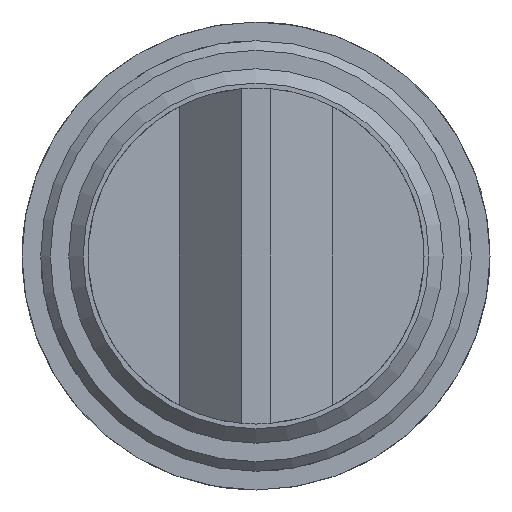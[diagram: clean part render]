
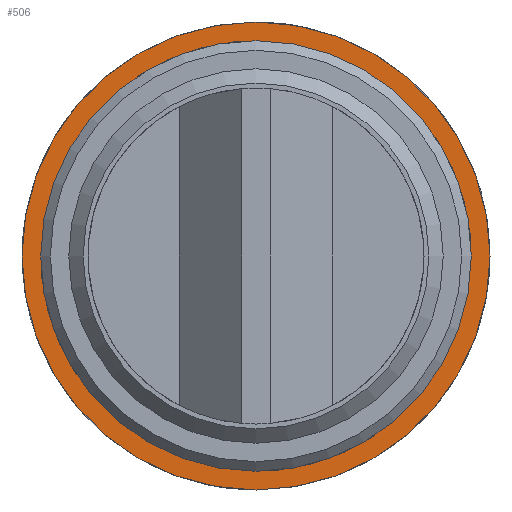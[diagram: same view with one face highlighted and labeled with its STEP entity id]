
A CAD part, front view. The second image highlights one B-rep face of the part: STEP entity #506.
In plain terms, the highlighted planar face has unit normal (0, -1, 0).
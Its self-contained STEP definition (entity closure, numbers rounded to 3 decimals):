
#32=PLANE('',#575);
#50=CIRCLE('',#547,4.485);
#53=CIRCLE('',#551,4.485);
#54=CIRCLE('',#553,4.485);
#57=CIRCLE('',#557,4.485);
#59=CIRCLE('',#561,4.875);
#65=CIRCLE('',#574,4.875);
#121=ORIENTED_EDGE('',*,*,#224,.F.);
#122=ORIENTED_EDGE('',*,*,#245,.T.);
#123=ORIENTED_EDGE('',*,*,#210,.F.);
#124=ORIENTED_EDGE('',*,*,#246,.T.);
#125=ORIENTED_EDGE('',*,*,#216,.F.);
#126=ORIENTED_EDGE('',*,*,#247,.T.);
#127=ORIENTED_EDGE('',*,*,#218,.F.);
#128=ORIENTED_EDGE('',*,*,#248,.T.);
#129=ORIENTED_EDGE('',*,*,#243,.T.);
#130=ORIENTED_EDGE('',*,*,#230,.T.);
#210=EDGE_CURVE('',#274,#276,#50,.T.);
#216=EDGE_CURVE('',#281,#279,#53,.T.);
#218=EDGE_CURVE('',#282,#284,#54,.T.);
#224=EDGE_CURVE('',#289,#287,#57,.T.);
#230=EDGE_CURVE('',#291,#292,#59,.T.);
#243=EDGE_CURVE('',#292,#291,#65,.T.);
#245=EDGE_CURVE('',#289,#276,#335,.T.);
#246=EDGE_CURVE('',#274,#279,#336,.T.);
#247=EDGE_CURVE('',#281,#284,#337,.T.);
#248=EDGE_CURVE('',#282,#287,#338,.T.);
#274=VERTEX_POINT('',#788);
#276=VERTEX_POINT('',#791);
#279=VERTEX_POINT('',#798);
#281=VERTEX_POINT('',#802);
#282=VERTEX_POINT('',#806);
#284=VERTEX_POINT('',#809);
#287=VERTEX_POINT('',#816);
#289=VERTEX_POINT('',#820);
#291=VERTEX_POINT('',#831);
#292=VERTEX_POINT('',#832);
#335=LINE('',#876,#365);
#336=LINE('',#877,#366);
#337=LINE('',#878,#367);
#338=LINE('',#879,#368);
#365=VECTOR('',#691,1000.);
#366=VECTOR('',#692,1000.);
#367=VECTOR('',#693,1000.);
#368=VECTOR('',#694,1000.);
#392=EDGE_LOOP('',(#121,#122,#123,#124,#125,#126,#127,#128));
#393=EDGE_LOOP('',(#129,#130));
#444=FACE_BOUND('',#392,.T.);
#445=FACE_BOUND('',#393,.T.);
#506=ADVANCED_FACE('',(#444,#445),#32,.F.);
#547=AXIS2_PLACEMENT_3D('',#790,#620,#621);
#551=AXIS2_PLACEMENT_3D('',#803,#631,#632);
#553=AXIS2_PLACEMENT_3D('',#808,#636,#637);
#557=AXIS2_PLACEMENT_3D('',#821,#647,#648);
#561=AXIS2_PLACEMENT_3D('',#830,#659,#660);
#574=AXIS2_PLACEMENT_3D('',#865,#687,#688);
#575=AXIS2_PLACEMENT_3D('',#875,#689,#690);
#620=DIRECTION('',(0.,-1.,0.));
#621=DIRECTION('',(0.,0.,-1.));
#631=DIRECTION('',(0.,-1.,0.));
#632=DIRECTION('',(0.,0.,-1.));
#636=DIRECTION('',(0.,-1.,0.));
#637=DIRECTION('',(0.,0.,-1.));
#647=DIRECTION('',(0.,-1.,0.));
#648=DIRECTION('',(0.,0.,-1.));
#659=DIRECTION('',(0.,-1.,0.));
#660=DIRECTION('',(0.,0.,-1.));
#687=DIRECTION('',(0.,-1.,0.));
#688=DIRECTION('',(0.,0.,-1.));
#689=DIRECTION('',(0.,1.,0.));
#690=DIRECTION('',(0.,0.,1.));
#691=DIRECTION('',(-0.5,0.,-0.866));
#692=DIRECTION('',(-0.866,0.,0.5));
#693=DIRECTION('',(0.5,0.,0.866));
#694=DIRECTION('',(0.866,0.,-0.5));
#788=CARTESIAN_POINT('',(-0.243,4.,-4.478));
#790=CARTESIAN_POINT('',(0.,4.,0.));
#791=CARTESIAN_POINT('',(2.45,4.,-3.757));
#798=CARTESIAN_POINT('',(-3.757,4.,-2.45));
#802=CARTESIAN_POINT('',(-4.478,4.,0.243));
#803=CARTESIAN_POINT('',(0.,4.,0.));
#806=CARTESIAN_POINT('',(0.243,4.,4.478));
#808=CARTESIAN_POINT('',(0.,4.,0.));
#809=CARTESIAN_POINT('',(-2.45,4.,3.757));
#816=CARTESIAN_POINT('',(3.757,4.,2.45));
#820=CARTESIAN_POINT('',(4.478,4.,-0.243));
#821=CARTESIAN_POINT('',(0.,4.,0.));
#830=CARTESIAN_POINT('',(0.,4.,0.));
#831=CARTESIAN_POINT('',(0.,4.,-4.875));
#832=CARTESIAN_POINT('',(0.,4.,4.875));
#865=CARTESIAN_POINT('',(0.,4.,0.));
#875=CARTESIAN_POINT('',(4.875,4.,0.));
#876=CARTESIAN_POINT('',(5.464,4.,1.464));
#877=CARTESIAN_POINT('',(1.464,4.,-5.464));
#878=CARTESIAN_POINT('',(-5.464,4.,-1.464));
#879=CARTESIAN_POINT('',(-1.464,4.,5.464));
